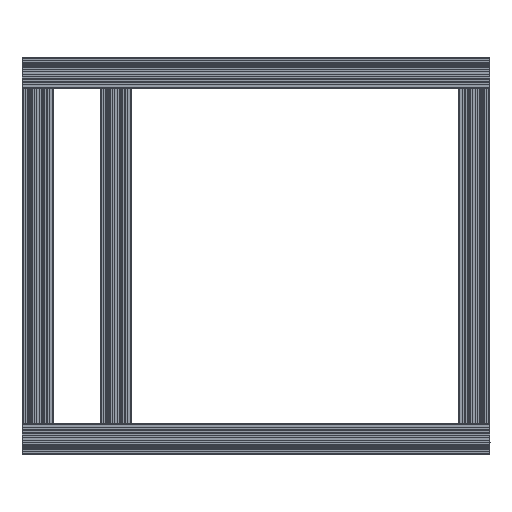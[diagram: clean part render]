
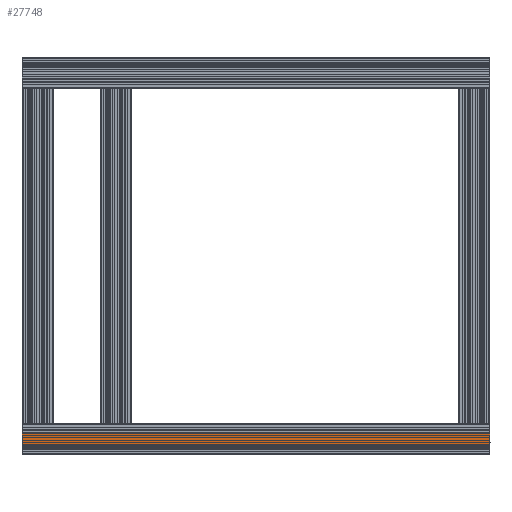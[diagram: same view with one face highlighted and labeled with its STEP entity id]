
A CAD part, left-side view. The second image highlights one B-rep face of the part: STEP entity #27748.
In plain terms, the highlighted planar face has unit normal (-1, 0, 0).
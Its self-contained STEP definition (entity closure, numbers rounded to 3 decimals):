
#1284=FACE_OUTER_BOUND('',#2683,.T.);
#2683=EDGE_LOOP('',(#19499,#19500,#19501,#19502));
#5853=LINE('',#42218,#8453);
#5964=LINE('',#42641,#8564);
#5965=LINE('',#42644,#8565);
#5966=LINE('',#42645,#8566);
#8453=VECTOR('',#33860,1000.);
#8564=VECTOR('',#34221,10.);
#8565=VECTOR('',#34224,1000.);
#8566=VECTOR('',#34225,10.);
#11096=VERTEX_POINT('',#42215);
#11097=VERTEX_POINT('',#42217);
#11284=VERTEX_POINT('',#42639);
#11285=VERTEX_POINT('',#42643);
#14152=EDGE_CURVE('',#11096,#11097,#5853,.T.);
#14364=EDGE_CURVE('',#11284,#11096,#5964,.T.);
#14365=EDGE_CURVE('',#11284,#11285,#5965,.T.);
#14366=EDGE_CURVE('',#11285,#11097,#5966,.T.);
#19499=ORIENTED_EDGE('',*,*,#14364,.F.);
#19500=ORIENTED_EDGE('',*,*,#14365,.T.);
#19501=ORIENTED_EDGE('',*,*,#14366,.T.);
#19502=ORIENTED_EDGE('',*,*,#14152,.F.);
#25532=PLANE('',#29710);
#27748=ADVANCED_FACE('',(#1284),#25532,.T.);
#29710=AXIS2_PLACEMENT_3D('',#42642,#34222,#34223);
#33860=DIRECTION('',(0.,-1.,0.));
#34221=DIRECTION('',(0.,0.,1.));
#34222=DIRECTION('center_axis',(-1.,0.,0.));
#34223=DIRECTION('ref_axis',(0.,0.,1.));
#34224=DIRECTION('',(0.,-1.,0.));
#34225=DIRECTION('',(0.,0.,1.));
#42215=CARTESIAN_POINT('',(-10.,16.862,50.));
#42217=CARTESIAN_POINT('',(-10.,3.138,50.));
#42218=CARTESIAN_POINT('',(-10.,16.862,50.));
#42639=CARTESIAN_POINT('',(-10.,16.862,-550.));
#42641=CARTESIAN_POINT('',(-10.,16.862,0.));
#42642=CARTESIAN_POINT('Origin',(-10.,16.862,-550.));
#42643=CARTESIAN_POINT('',(-10.,3.138,-550.));
#42644=CARTESIAN_POINT('',(-10.,16.862,-550.));
#42645=CARTESIAN_POINT('',(-10.,3.138,0.));
